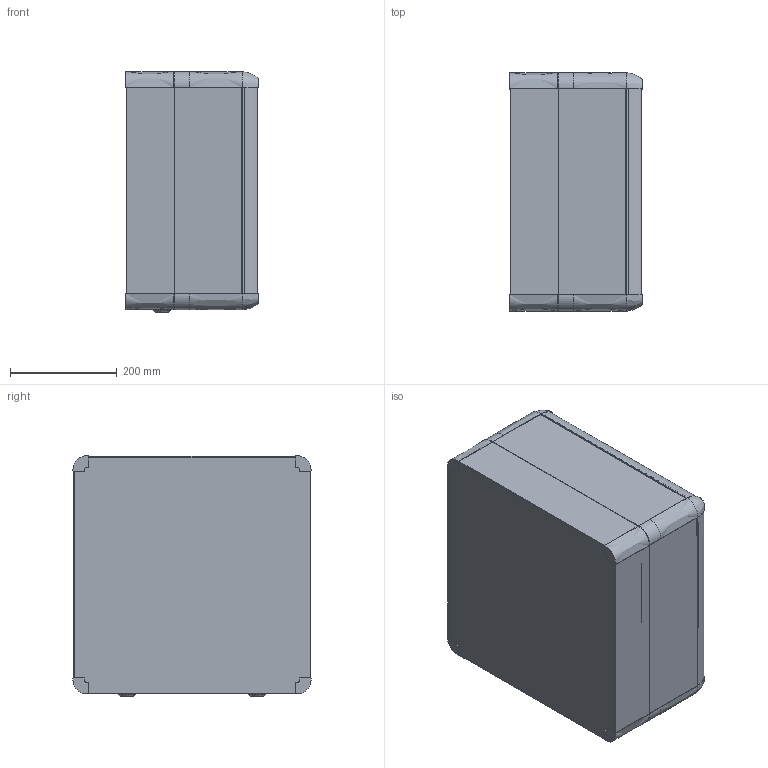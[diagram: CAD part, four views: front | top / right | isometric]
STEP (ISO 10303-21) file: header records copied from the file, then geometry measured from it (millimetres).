
FILE_DESCRIPTION (( 'STEP AP214' ), '1' );
FILE_NAME ('ECO.1590.0009(400x400).STEP', '2024-08-16T11:43:44', ( '' ), ( '' ), 'SwSTEP 2.0', 'SolidWorks 2023', '' );
FILE_SCHEMA (( 'AUTOMOTIVE_DESIGN' ));
Length unit declared in the file: inch
Products named in the file (1): ECO.1590.0009(400x400)
Bounding box: 248.6 x 447.14 x 451.85 mm (x, y, z)
Volume: 3431824.3 mm3; surface area: 2353333.7 mm2
Topology: 34 solids, 34 shells, 3184 faces, 8928 edges, 5822 vertices
Faces by surface type: plane 1634, cylinder 1174, cone 192, bspline 184
Full cylindrical faces by diameter (mm): 5.001 x2, 5.009 x1, 5.013 x1, 6.001 x2, 7 x4, 13.5 x2, 16 x2, 71 x1
Entity records: 109235 total; most frequent: CARTESIAN_POINT 26543, ORIENTED_EDGE 17742, DIRECTION 16767, EDGE_CURVE 8871, VERTEX_POINT 5811, VECTOR 5705, LINE 5705, AXIS2_PLACEMENT_3D 5531
